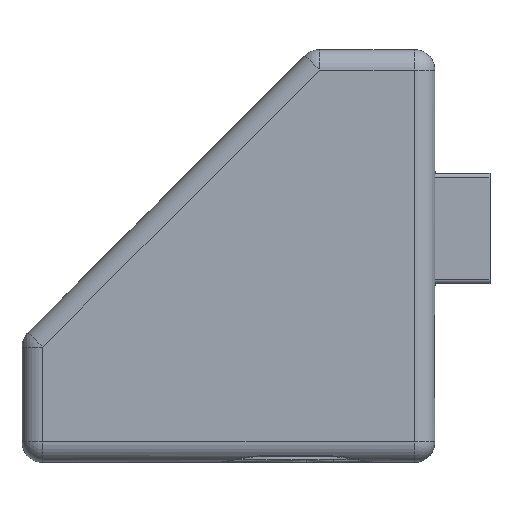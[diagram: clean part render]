
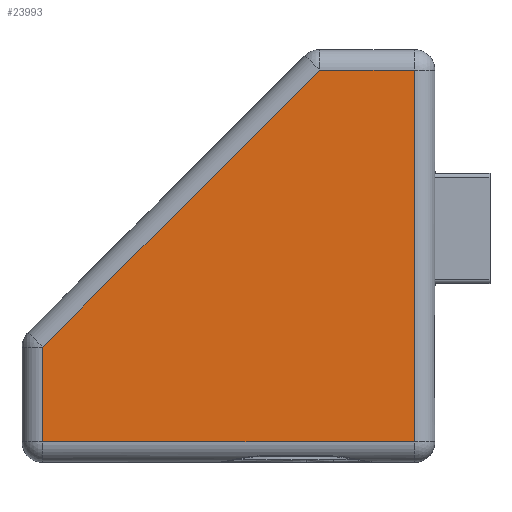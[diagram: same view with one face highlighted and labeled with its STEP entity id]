
A CAD part, left-side view. The second image highlights one B-rep face of the part: STEP entity #23993.
In plain terms, the highlighted planar face has unit normal (-1, 0, 0).
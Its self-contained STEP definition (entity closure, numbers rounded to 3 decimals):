
#70 = DIRECTION ( 'NONE',  ( 0., 0., -1. ) ) ;
#132 = ORIENTED_EDGE ( 'NONE', *, *, #5502, .T. ) ;
#284 = EDGE_CURVE ( 'NONE', #5510, #2925, #22112, .T. ) ;
#1169 = CARTESIAN_POINT ( 'NONE',  ( -15., -13.5, 28.5 ) ) ;
#1370 = CARTESIAN_POINT ( 'NONE',  ( -15., -15., 1.5 ) ) ;
#1469 = CARTESIAN_POINT ( 'NONE',  ( -15., -15., 30. ) ) ;
#2206 = FACE_OUTER_BOUND ( 'NONE', #12376, .T. ) ;
#2635 = ORIENTED_EDGE ( 'NONE', *, *, #16450, .T. ) ;
#2925 = VERTEX_POINT ( 'NONE', #5778 ) ;
#2956 = DIRECTION ( 'NONE',  ( 0., 0.707, -0.707 ) ) ;
#3061 = LINE ( 'NONE', #8884, #8329 ) ;
#3450 = DIRECTION ( 'NONE',  ( 0., -1., 0. ) ) ;
#3705 = VECTOR ( 'NONE', #3450, 1000. ) ;
#3999 = CARTESIAN_POINT ( 'NONE',  ( -15., -6.621, 28.5 ) ) ;
#4090 = LINE ( 'NONE', #14844, #14665 ) ;
#4301 = LINE ( 'NONE', #1370, #3705 ) ;
#5447 = DIRECTION ( 'NONE',  ( 0., 0., -1. ) ) ;
#5502 = EDGE_CURVE ( 'NONE', #19379, #20052, #25552, .T. ) ;
#5510 = VERTEX_POINT ( 'NONE', #25787 ) ;
#5778 = CARTESIAN_POINT ( 'NONE',  ( -15., 13.5, 1.5 ) ) ;
#5894 = CARTESIAN_POINT ( 'NONE',  ( -15., -13.5, 30. ) ) ;
#6233 = VECTOR ( 'NONE', #70, 1000. ) ;
#8329 = VECTOR ( 'NONE', #20784, 1000. ) ;
#8585 = EDGE_CURVE ( 'NONE', #9807, #5510, #4090, .T. ) ;
#8884 = CARTESIAN_POINT ( 'NONE',  ( -15., -15., 28.5 ) ) ;
#9241 = ORIENTED_EDGE ( 'NONE', *, *, #8585, .T. ) ;
#9807 = VERTEX_POINT ( 'NONE', #3999 ) ;
#10306 = VECTOR ( 'NONE', #13798, 1000. ) ;
#10543 = ORIENTED_EDGE ( 'NONE', *, *, #284, .T. ) ;
#12376 = EDGE_LOOP ( 'NONE', ( #2635, #132, #12425, #9241, #10543 ) ) ;
#12425 = ORIENTED_EDGE ( 'NONE', *, *, #16887, .T. ) ;
#13798 = DIRECTION ( 'NONE',  ( 0., 0., 1. ) ) ;
#14651 = CARTESIAN_POINT ( 'NONE',  ( -15., -13.5, 1.5 ) ) ;
#14665 = VECTOR ( 'NONE', #2956, 1000. ) ;
#14844 = CARTESIAN_POINT ( 'NONE',  ( -15., -11.561, 33.439 ) ) ;
#14937 = AXIS2_PLACEMENT_3D ( 'NONE', #1469, #17363, #5447 ) ;
#15366 = PLANE ( 'NONE',  #14937 ) ;
#15874 = CARTESIAN_POINT ( 'NONE',  ( -15., 13.5, 30. ) ) ;
#16450 = EDGE_CURVE ( 'NONE', #2925, #19379, #4301, .T. ) ;
#16887 = EDGE_CURVE ( 'NONE', #20052, #9807, #3061, .T. ) ;
#17363 = DIRECTION ( 'NONE',  ( 1., 0., 0. ) ) ;
#19379 = VERTEX_POINT ( 'NONE', #14651 ) ;
#20052 = VERTEX_POINT ( 'NONE', #1169 ) ;
#20784 = DIRECTION ( 'NONE',  ( 0., 1., 0. ) ) ;
#22112 = LINE ( 'NONE', #15874, #6233 ) ;
#23993 = ADVANCED_FACE ( 'NONE', ( #2206 ), #15366, .F. ) ;
#25552 = LINE ( 'NONE', #5894, #10306 ) ;
#25787 = CARTESIAN_POINT ( 'NONE',  ( -15., 13.5, 8.379 ) ) ;
